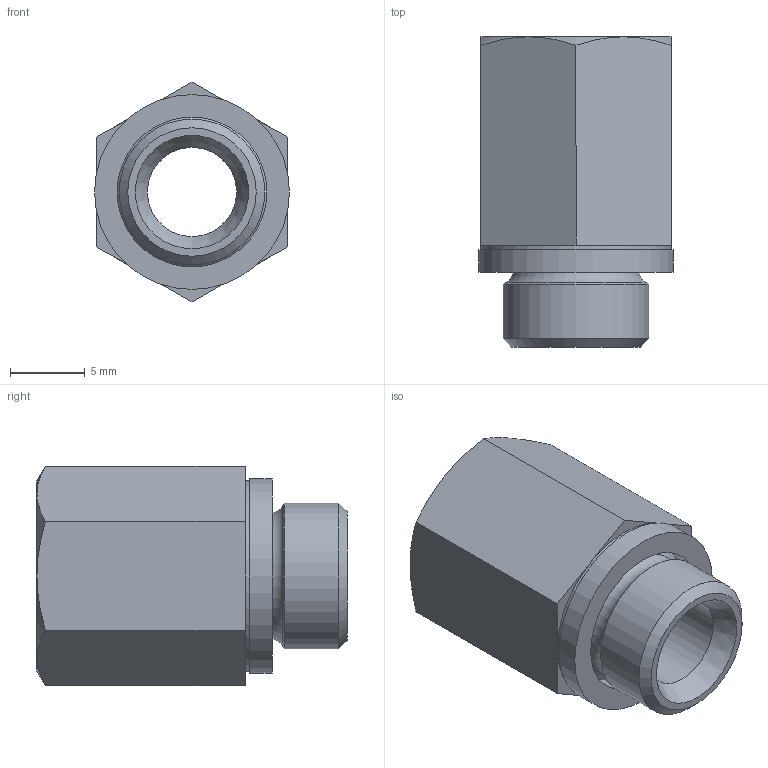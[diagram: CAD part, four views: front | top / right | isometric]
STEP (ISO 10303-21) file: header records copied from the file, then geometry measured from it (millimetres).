
FILE_DESCRIPTION(/* description */ ('STEP AP214'),/* implementation_level */ '2;1');
FILE_NAME(/* name */ '9395_AD-G1_8-1_8NPT-I',/* time_stamp */ '2024-07-30T14:38:28+02:00',/* author */ ('License CC BY-ND 4.0'),/* organization */ ('CADENAS'),/* preprocessor_version */ 'ST-DEVELOPER v19.3',/* originating_system */ 'PARTsolutions',/* authorisation */ ' ');
FILE_SCHEMA (('AUTOMOTIVE_DESIGN {1 0 10303 214 3 1 1}'));
Length unit declared in the file: millimetre
Products named in the file (1): 9395 AD-G1/8-1/8NPT-I
Bounding box: 13 x 20.7 x 14.66 mm (x, y, z)
Volume: 1424.9 mm3; surface area: 1632.5 mm2
Topology: 1 solids, 1 shells, 35 faces, 72 edges, 41 vertices
Faces by surface type: plane 16, cone 13, cylinder 5, torus 1
Full cylindrical faces by diameter (mm): 5.95 x1, 9.728 x1, 10 x1, 12.7 x1, 13 x1
Entity records: 878 total; most frequent: CARTESIAN_POINT 170, DIRECTION 146, ORIENTED_EDGE 116, AXIS2_PLACEMENT_3D 64, EDGE_CURVE 58, EDGE_LOOP 52, FACE_BOUND 52, VERTEX_POINT 40
